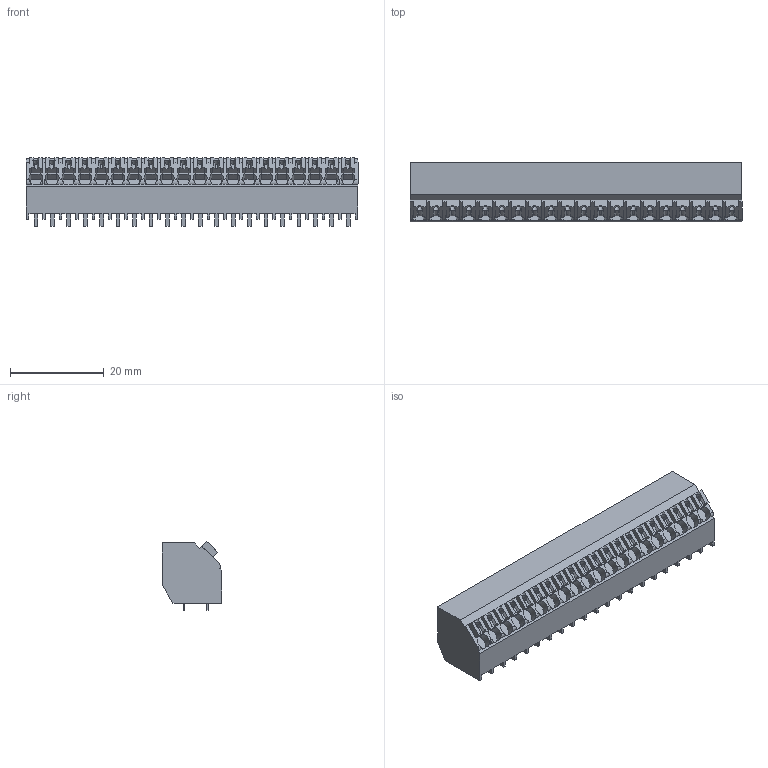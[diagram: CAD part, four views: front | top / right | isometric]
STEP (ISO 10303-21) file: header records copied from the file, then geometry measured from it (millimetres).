
FILE_DESCRIPTION(('CATIA V5 STEP Exchange','CAx-IF Rec.Pracs.--- Model Styling and Organization---1.2---2011-12-15'),'2;1');
FILE_NAME ('D1458472_0', '2018-03-26T16:53:10+00:00', ('none'), ('Weidmueller'), 'CATIA Version 5-6 Release 2014', 'CATIA V5 STEP AP214', 'none');
FILE_SCHEMA(('AUTOMOTIVE_DESIGN { 1 0 10303 214 1 1 1 1 }'));
Length unit declared in the file: millimetre
Products named in the file (1): 1885360000
Bounding box: 70.7 x 12.7 x 14.66 mm (x, y, z)
Volume: 7897.4 mm3; surface area: 7605.2 mm2
Topology: 61 solids, 61 shells, 1215 faces, 3573 edges, 2480 vertices
Faces by surface type: plane 1111, cylinder 104
Entity records: 37085 total; most frequent: CARTESIAN_POINT 7359, ORIENTED_EDGE 7146, DIRECTION 4503, EDGE_CURVE 3573, VECTOR 3092, LINE 3092, VERTEX_POINT 2480, EDGE_LOOP 1255
